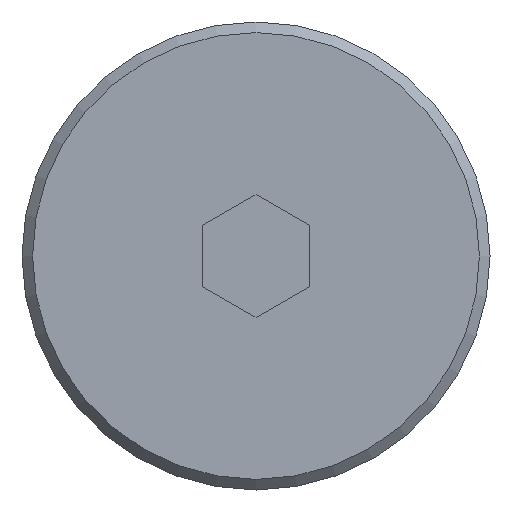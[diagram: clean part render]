
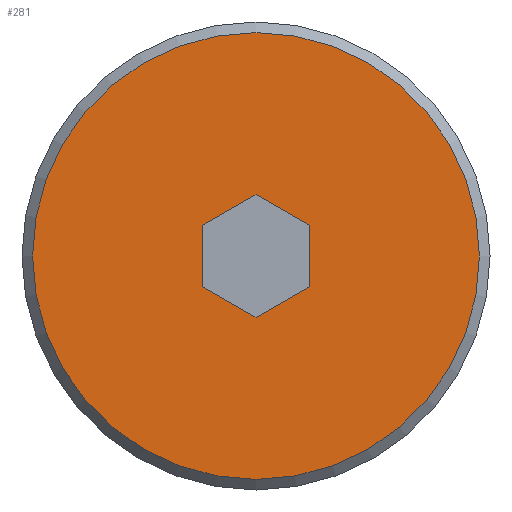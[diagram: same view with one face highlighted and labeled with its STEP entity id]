
A CAD part, front view. The second image highlights one B-rep face of the part: STEP entity #281.
In plain terms, the highlighted planar face has unit normal (0, -1, 0).
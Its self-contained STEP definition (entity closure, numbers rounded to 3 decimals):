
#15=LINE($,#444,#33);
#16=LINE($,#446,#34);
#17=LINE($,#448,#35);
#18=LINE($,#450,#36);
#19=LINE($,#452,#37);
#20=LINE($,#453,#38);
#33=VECTOR($,#354,2.887);
#34=VECTOR($,#355,2.887);
#35=VECTOR($,#356,2.887);
#36=VECTOR($,#357,2.887);
#37=VECTOR($,#358,2.887);
#38=VECTOR($,#359,2.887);
#51=PLANE($,#309);
#70=FACE_BOUND($,#108,.T.);
#71=FACE_BOUND($,#109,.T.);
#108=EDGE_LOOP($,(#216,#217,#218,#219,#220,#221));
#109=EDGE_LOOP($,(#222));
#140=CIRCLE($,#305,10.5);
#154=VERTEX_POINT($,#434);
#157=VERTEX_POINT($,#442);
#158=VERTEX_POINT($,#443);
#159=VERTEX_POINT($,#445);
#160=VERTEX_POINT($,#447);
#161=VERTEX_POINT($,#449);
#162=VERTEX_POINT($,#451);
#180=EDGE_CURVE($,#154,#154,#140,.T.);
#183=EDGE_CURVE($,#157,#158,#15,.T.);
#184=EDGE_CURVE($,#158,#159,#16,.T.);
#185=EDGE_CURVE($,#159,#160,#17,.T.);
#186=EDGE_CURVE($,#160,#161,#18,.T.);
#187=EDGE_CURVE($,#161,#162,#19,.T.);
#188=EDGE_CURVE($,#162,#157,#20,.T.);
#216=ORIENTED_EDGE($,*,*,#183,.T.);
#217=ORIENTED_EDGE($,*,*,#184,.T.);
#218=ORIENTED_EDGE($,*,*,#185,.T.);
#219=ORIENTED_EDGE($,*,*,#186,.T.);
#220=ORIENTED_EDGE($,*,*,#187,.T.);
#221=ORIENTED_EDGE($,*,*,#188,.T.);
#222=ORIENTED_EDGE($,*,*,#180,.F.);
#281=ADVANCED_FACE($,(#70,#71),#51,.T.);
#305=AXIS2_PLACEMENT_3D($,#435,#344,#345);
#309=AXIS2_PLACEMENT_3D($,#441,#352,#353);
#344=DIRECTION('center_axis',(0.,1.,0.));
#345=DIRECTION('ref_axis',(0.,0.,1.));
#352=DIRECTION('center_axis',(0.,-1.,0.));
#353=DIRECTION('ref_axis',(0.,0.,-1.));
#354=DIRECTION($,(0.866,0.,-0.5));
#355=DIRECTION($,(0.,0.,-1.));
#356=DIRECTION($,(-0.866,0.,-0.5));
#357=DIRECTION($,(-0.866,0.,0.5));
#358=DIRECTION($,(0.,0.,1.));
#359=DIRECTION($,(0.866,0.,0.5));
#434=CARTESIAN_POINT('',(0.,0.,-10.5));
#435=CARTESIAN_POINT('Origin',(0.,0.,0.));
#441=CARTESIAN_POINT('Origin',(0.,0.,5.5));
#442=CARTESIAN_POINT('',(0.,0.,2.887));
#443=CARTESIAN_POINT('',(2.5,0.,1.443));
#444=CARTESIAN_POINT($,(0.684,0.,2.492));
#445=CARTESIAN_POINT('',(2.5,0.,-1.443));
#446=CARTESIAN_POINT($,(2.5,0.,2.75));
#447=CARTESIAN_POINT('',(0.,0.,-2.887));
#448=CARTESIAN_POINT($,(1.816,0.,-1.838));
#449=CARTESIAN_POINT('',(-2.5,0.,-1.443));
#450=CARTESIAN_POINT($,(-3.066,0.,-1.117));
#451=CARTESIAN_POINT('',(-2.5,0.,1.443));
#452=CARTESIAN_POINT($,(-2.5,0.,3.472));
#453=CARTESIAN_POINT($,(0.566,0.,3.213));
